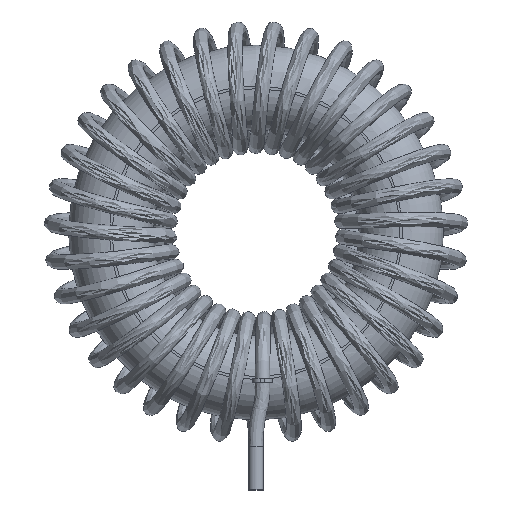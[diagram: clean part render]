
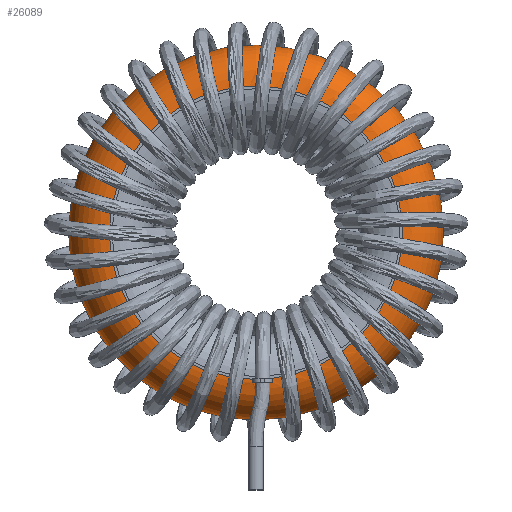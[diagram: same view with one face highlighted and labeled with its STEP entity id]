
A CAD part, front view. The second image highlights one B-rep face of the part: STEP entity #26089.
In plain terms, the highlighted toroidal (fillet/blend) face has major radius 6.821 mm and minor radius 1.9 mm.
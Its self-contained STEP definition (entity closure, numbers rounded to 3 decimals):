
#633 = VERTEX_POINT('',#634);
#634 = CARTESIAN_POINT('',(0.,-1.11,-8.721));
#640 = EDGE_CURVE('',#633,#633,#641,.T.);
#641 = CIRCLE('',#642,8.721);
#642 = AXIS2_PLACEMENT_3D('',#643,#644,#645);
#643 = CARTESIAN_POINT('',(0.,-1.11,
    0.));
#644 = DIRECTION('',(0.,-1.,0.));
#645 = DIRECTION('',(0.,0.,-1.));
#26089 = ADVANCED_FACE('',(#26090),#26174,.T.);
#26090 = FACE_BOUND('',#26091,.T.);
#26091 = EDGE_LOOP('',(#26092,#26093,#26102,#26112,#26133,#26142,#26161,
    #26173));
#26092 = ORIENTED_EDGE('',*,*,#640,.T.);
#26093 = ORIENTED_EDGE('',*,*,#26094,.T.);
#26094 = EDGE_CURVE('',#633,#26095,#26097,.T.);
#26095 = VERTEX_POINT('',#26096);
#26096 = CARTESIAN_POINT('',(0.,-3.005,
    -6.964));
#26097 = CIRCLE('',#26098,1.9);
#26098 = AXIS2_PLACEMENT_3D('',#26099,#26100,#26101);
#26099 = CARTESIAN_POINT('',(0.,-1.11,-6.821));
#26100 = DIRECTION('',(-1.,0.,0.));
#26101 = DIRECTION('',(0.,0.,-1.));
#26102 = ORIENTED_EDGE('',*,*,#26103,.F.);
#26103 = EDGE_CURVE('',#26104,#26095,#26106,.T.);
#26104 = VERTEX_POINT('',#26105);
#26105 = CARTESIAN_POINT('',(-0.141,-3.005,
    -6.964));
#26106 = B_SPLINE_CURVE_WITH_KNOTS('',4,(#26107,#26108,#26109,#26110,
    #26111),.UNSPECIFIED.,.F.,.F.,(5,5),(0.,1.),
  .PIECEWISE_BEZIER_KNOTS.);
#26107 = CARTESIAN_POINT('',(-0.23,-3.004,
    -6.964));
#26108 = CARTESIAN_POINT('',(-0.175,-3.004,
    -6.964));
#26109 = CARTESIAN_POINT('',(-0.117,-3.005,
    -6.964));
#26110 = CARTESIAN_POINT('',(-0.059,-3.005,
    -6.964));
#26111 = CARTESIAN_POINT('',(0.,-3.005,
    -6.964));
#26112 = ORIENTED_EDGE('',*,*,#26113,.T.);
#26113 = EDGE_CURVE('',#26104,#26114,#26116,.T.);
#26114 = VERTEX_POINT('',#26115);
#26115 = CARTESIAN_POINT('',(-0.141,-3.01,-6.82));
#26116 = B_SPLINE_CURVE_WITH_KNOTS('',8,(#26117,#26118,#26119,#26120,
    #26121,#26122,#26123,#26124,#26125,#26126,#26127,#26128,#26129,
    #26130,#26131,#26132),.UNSPECIFIED.,.F.,.F.,(9,7,9),(0.,
    0.599,1.),.UNSPECIFIED.);
#26117 = CARTESIAN_POINT('',(-0.141,-3.003,
    -6.984));
#26118 = CARTESIAN_POINT('',(-0.141,-3.004,
    -6.975));
#26119 = CARTESIAN_POINT('',(-0.141,-3.004,
    -6.966));
#26120 = CARTESIAN_POINT('',(-0.141,-3.005,
    -6.957));
#26121 = CARTESIAN_POINT('',(-0.141,-3.006,
    -6.947));
#26122 = CARTESIAN_POINT('',(-0.141,-3.006,
    -6.937));
#26123 = CARTESIAN_POINT('',(-0.141,-3.007,
    -6.926));
#26124 = CARTESIAN_POINT('',(-0.141,-3.008,
    -6.914));
#26125 = CARTESIAN_POINT('',(-0.141,-3.009,
    -6.893));
#26126 = CARTESIAN_POINT('',(-0.141,-3.009,
    -6.884));
#26127 = CARTESIAN_POINT('',(-0.141,-3.009,
    -6.874));
#26128 = CARTESIAN_POINT('',(-0.141,-3.01,
    -6.864));
#26129 = CARTESIAN_POINT('',(-0.141,-3.01,
    -6.853));
#26130 = CARTESIAN_POINT('',(-0.141,-3.01,
    -6.842));
#26131 = CARTESIAN_POINT('',(-0.141,-3.01,
    -6.831));
#26132 = CARTESIAN_POINT('',(-0.141,-3.01,-6.82));
#26133 = ORIENTED_EDGE('',*,*,#26134,.F.);
#26134 = EDGE_CURVE('',#26135,#26114,#26137,.T.);
#26135 = VERTEX_POINT('',#26136);
#26136 = CARTESIAN_POINT('',(0.749,-3.01,-6.78));
#26137 = CIRCLE('',#26138,6.821);
#26138 = AXIS2_PLACEMENT_3D('',#26139,#26140,#26141);
#26139 = CARTESIAN_POINT('',(0.,-3.01,
    0.));
#26140 = DIRECTION('',(0.,-1.,0.));
#26141 = DIRECTION('',(0.,0.,-1.));
#26142 = ORIENTED_EDGE('',*,*,#26143,.F.);
#26143 = EDGE_CURVE('',#26144,#26135,#26146,.T.);
#26144 = VERTEX_POINT('',#26145);
#26145 = CARTESIAN_POINT('',(0.749,-3.001,
    -6.964));
#26146 = B_SPLINE_CURVE_WITH_KNOTS('',7,(#26147,#26148,#26149,#26150,
    #26151,#26152,#26153,#26154,#26155,#26156,#26157,#26158,#26159,
    #26160),.UNSPECIFIED.,.F.,.F.,(8,6,8),(0.,0.57,1.),
  .UNSPECIFIED.);
#26147 = CARTESIAN_POINT('',(0.749,-2.999,
    -6.984));
#26148 = CARTESIAN_POINT('',(0.749,-3.,
    -6.971));
#26149 = CARTESIAN_POINT('',(0.749,-3.002,
    -6.959));
#26150 = CARTESIAN_POINT('',(0.749,-3.003,
    -6.945));
#26151 = CARTESIAN_POINT('',(0.749,-3.004,
    -6.931));
#26152 = CARTESIAN_POINT('',(0.749,-3.005,
    -6.916));
#26153 = CARTESIAN_POINT('',(0.749,-3.006,
    -6.9));
#26154 = CARTESIAN_POINT('',(0.749,-3.008,
    -6.87));
#26155 = CARTESIAN_POINT('',(0.749,-3.009,
    -6.857));
#26156 = CARTESIAN_POINT('',(0.749,-3.009,
    -6.842));
#26157 = CARTESIAN_POINT('',(0.749,-3.01,
    -6.827));
#26158 = CARTESIAN_POINT('',(0.749,-3.01,
    -6.812));
#26159 = CARTESIAN_POINT('',(0.749,-3.01,
    -6.796));
#26160 = CARTESIAN_POINT('',(0.749,-3.01,-6.78));
#26161 = ORIENTED_EDGE('',*,*,#26162,.T.);
#26162 = EDGE_CURVE('',#26144,#26095,#26163,.T.);
#26163 = B_SPLINE_CURVE_WITH_KNOTS('',8,(#26164,#26165,#26166,#26167,
    #26168,#26169,#26170,#26171,#26172),.UNSPECIFIED.,.F.,.F.,(9,9),(
    0.,1.),.PIECEWISE_BEZIER_KNOTS.);
#26164 = CARTESIAN_POINT('',(0.838,-3.,
    -6.964));
#26165 = CARTESIAN_POINT('',(0.751,-3.001,
    -6.964));
#26166 = CARTESIAN_POINT('',(0.658,-3.002,
    -6.964));
#26167 = CARTESIAN_POINT('',(0.559,-3.003,
    -6.964));
#26168 = CARTESIAN_POINT('',(0.454,-3.004,
    -6.964));
#26169 = CARTESIAN_POINT('',(0.344,-3.004,
    -6.964));
#26170 = CARTESIAN_POINT('',(0.23,-3.004,
    -6.964));
#26171 = CARTESIAN_POINT('',(0.115,-3.005,
    -6.964));
#26172 = CARTESIAN_POINT('',(0.,-3.005,
    -6.964));
#26173 = ORIENTED_EDGE('',*,*,#26094,.F.);
#26174 = TOROIDAL_SURFACE('',#26175,6.821,1.9);
#26175 = AXIS2_PLACEMENT_3D('',#26176,#26177,#26178);
#26176 = CARTESIAN_POINT('',(0.,-1.11,
    0.));
#26177 = DIRECTION('',(0.,-1.,0.));
#26178 = DIRECTION('',(0.,0.,-1.));
